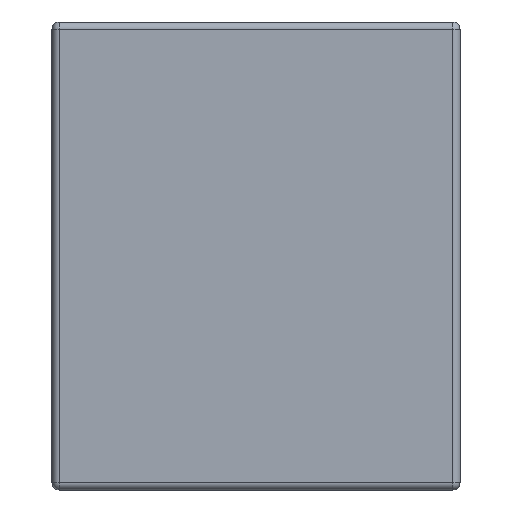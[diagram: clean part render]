
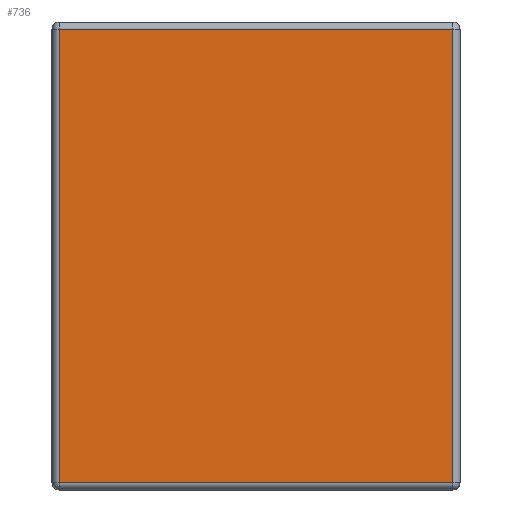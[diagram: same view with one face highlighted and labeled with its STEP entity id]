
A CAD part, left-side view. The second image highlights one B-rep face of the part: STEP entity #736.
In plain terms, the highlighted planar face has unit normal (-1, 0, 0).
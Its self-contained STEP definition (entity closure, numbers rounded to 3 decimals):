
#23 = DIRECTION ( 'NONE',  ( 0., 0., 1. ) ) ;
#24 = VECTOR ( 'NONE', #23, 1000. ) ;
#25 = CARTESIAN_POINT ( 'NONE',  ( -2.25, 0.05, 1.6 ) ) ;
#26 = LINE ( 'NONE', #25, #24 ) ;
#56 = CARTESIAN_POINT ( 'NONE',  ( -2.25, 0.05, 1.55 ) ) ;
#57 = DIRECTION ( 'NONE',  ( 0., 1., 0. ) ) ;
#58 = VECTOR ( 'NONE', #57, 1000. ) ;
#59 = CARTESIAN_POINT ( 'NONE',  ( -2.25, 2.79, 1.55 ) ) ;
#60 = LINE ( 'NONE', #59, #58 ) ;
#61 = DIRECTION ( 'NONE',  ( 0., 0., -1. ) ) ;
#62 = DIRECTION ( 'NONE',  ( 1., 0., 0. ) ) ;
#63 = CARTESIAN_POINT ( 'NONE',  ( -2.25, 2.79, 1.6 ) ) ;
#64 = AXIS2_PLACEMENT_3D ( 'NONE', #63, #62, #61 ) ;
#65 = PLANE ( 'NONE',  #64 ) ;
#80 = FACE_OUTER_BOUND ( 'NONE', #737, .T. ) ;
#113 = CARTESIAN_POINT ( 'NONE',  ( -2.25, 2.74, -1.55 ) ) ;
#114 = DIRECTION ( 'NONE',  ( 0., 0., -1. ) ) ;
#115 = VECTOR ( 'NONE', #114, 1000. ) ;
#116 = CARTESIAN_POINT ( 'NONE',  ( -2.25, 2.74, 1.6 ) ) ;
#117 = LINE ( 'NONE', #116, #115 ) ;
#118 = CARTESIAN_POINT ( 'NONE',  ( -2.25, 2.74, 1.55 ) ) ;
#718 = ORIENTED_EDGE ( 'NONE', *, *, #719, .T. ) ;
#719 = EDGE_CURVE ( 'NONE', #744, #720, #1655, .T. ) ;
#720 = VERTEX_POINT ( 'NONE', #1651 ) ;
#721 = ORIENTED_EDGE ( 'NONE', *, *, #722, .T. ) ;
#722 = EDGE_CURVE ( 'NONE', #720, #740, #26, .T. ) ;
#736 = ADVANCED_FACE ( 'NONE', ( #80 ), #65, .F. ) ;
#737 = EDGE_LOOP ( 'NONE', ( #738, #742, #718, #721 ) ) ;
#738 = ORIENTED_EDGE ( 'NONE', *, *, #739, .T. ) ;
#739 = EDGE_CURVE ( 'NONE', #740, #741, #60, .T. ) ;
#740 = VERTEX_POINT ( 'NONE', #56 ) ;
#741 = VERTEX_POINT ( 'NONE', #118 ) ;
#742 = ORIENTED_EDGE ( 'NONE', *, *, #743, .T. ) ;
#743 = EDGE_CURVE ( 'NONE', #741, #744, #117, .T. ) ;
#744 = VERTEX_POINT ( 'NONE', #113 ) ;
#1651 = CARTESIAN_POINT ( 'NONE',  ( -2.25, 0.05, -1.55 ) ) ;
#1652 = DIRECTION ( 'NONE',  ( 0., -1., 0. ) ) ;
#1653 = VECTOR ( 'NONE', #1652, 1000. ) ;
#1654 = CARTESIAN_POINT ( 'NONE',  ( -2.25, 2.79, -1.55 ) ) ;
#1655 = LINE ( 'NONE', #1654, #1653 ) ;
